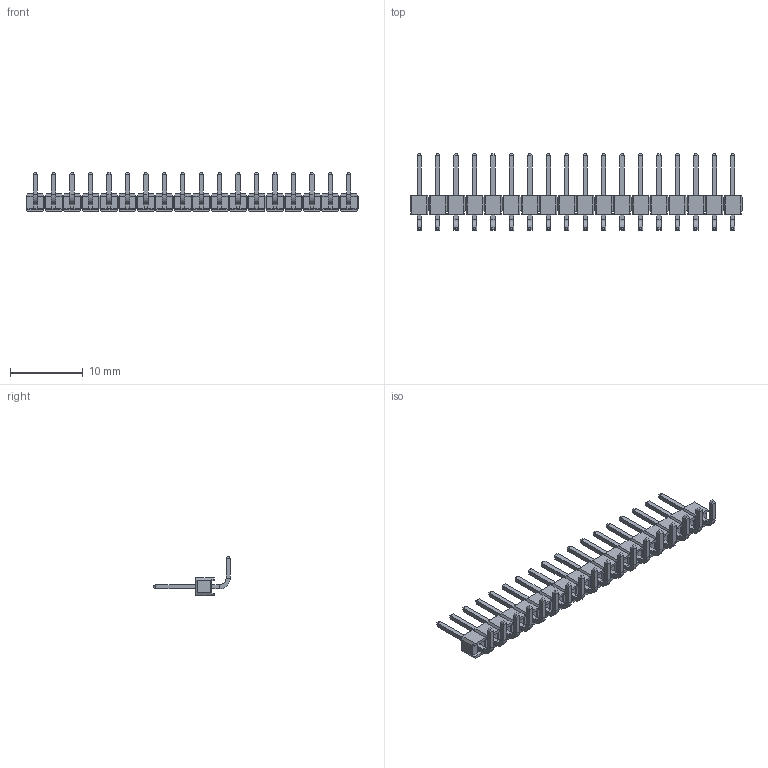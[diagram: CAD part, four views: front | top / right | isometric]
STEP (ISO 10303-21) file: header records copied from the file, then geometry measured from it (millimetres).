
FILE_DESCRIPTION (( 'STEP AP214' ), '1' );
FILE_NAME ('ﾑﾍﾏ346-18ﾂﾏ31(2)-1(-ﾂ).STEP', '2018-09-26T07:10:25', ( '' ), ( '' ), 'SwSTEP 2.0', 'SolidWorks 2015', '' );
FILE_SCHEMA (( 'AUTOMOTIVE_DESIGN' ));
Length unit declared in the file: millimetre
Products named in the file (1): ﾑﾍﾏ346-18ﾂﾏ31(2)-1(-ﾂ)
Bounding box: 45.72 x 10.59 x 5.48 mm (x, y, z)
Volume: 326.6 mm3; surface area: 1067.8 mm2
Topology: 1 solids, 1 shells, 992 faces, 2416 edges, 1444 vertices
Faces by surface type: plane 956, cylinder 36
Entity records: 38798 total; most frequent: CARTESIAN_POINT 4853, ORIENTED_EDGE 4832, DIRECTION 4474, EDGE_CURVE 2416, LINE 2344, VECTOR 2344, VERTEX_POINT 1444, AXIS2_PLACEMENT_3D 1065
